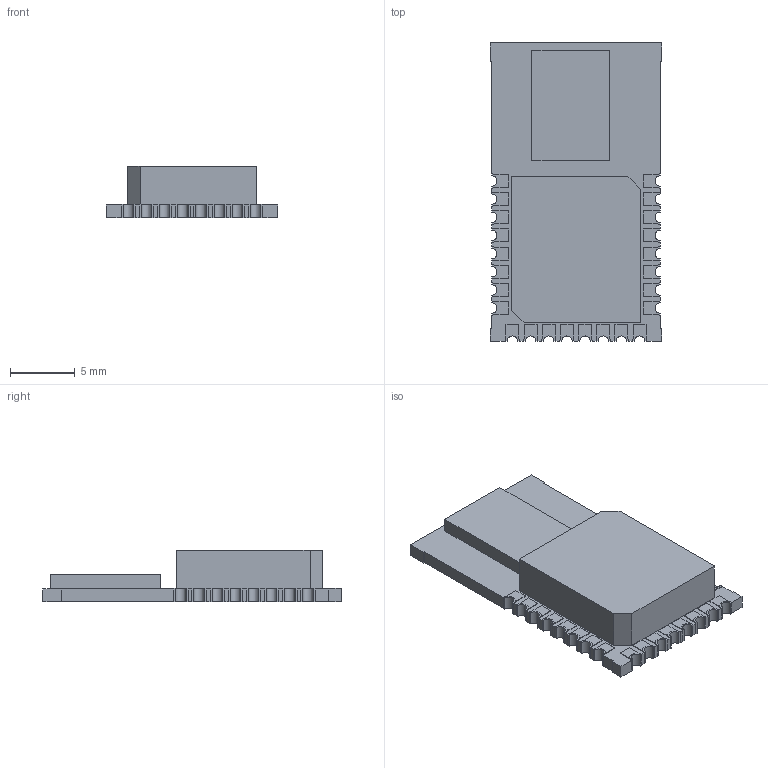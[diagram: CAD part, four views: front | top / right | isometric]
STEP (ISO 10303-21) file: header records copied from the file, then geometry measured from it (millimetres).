
FILE_DESCRIPTION(('FreeCAD Model'),'2;1');
FILE_NAME('DWM1000.step','2017-09-10T12:52:02',('kicad StepUp'),('ksu MCAD') ,'Open CASCADE STEP processor 7.1','FreeCAD','Unknown');
FILE_SCHEMA(('AUTOMOTIVE_DESIGN { 1 0 10303 214 1 1 1 1 }'));
Length unit declared in the file: millimetre
Products named in the file (1): DWM1000
Bounding box: 13.2 x 23 x 4 mm (x, y, z)
Volume: 707 mm3; surface area: 1579 mm2
Topology: 75 solids, 75 shells, 798 faces, 1852 edges, 1206 vertices
Faces by surface type: plane 558, cylinder 240
Entity records: 22823 total; most frequent: DIRECTION 3882, CARTESIAN_POINT 3857, ORIENTED_EDGE 3704, EDGE_CURVE 1852, LINE 1420, VECTOR 1420, AXIS2_PLACEMENT_3D 1231, VERTEX_POINT 1206
